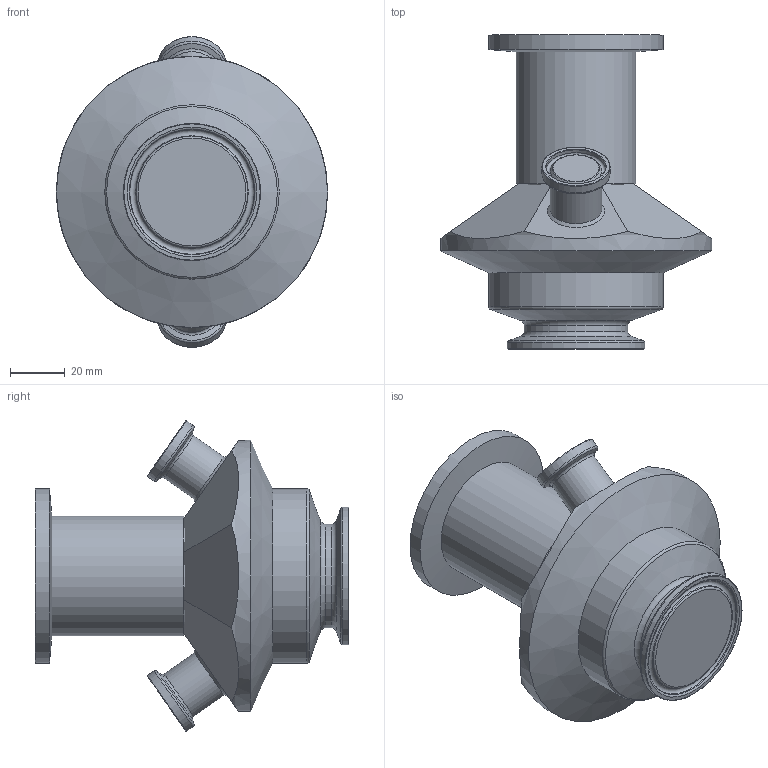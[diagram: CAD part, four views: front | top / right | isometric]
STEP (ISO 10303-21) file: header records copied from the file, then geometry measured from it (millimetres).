
FILE_DESCRIPTION(/* description */ (''),/* implementation_level */ '2;1');
FILE_NAME(/* name */ '860004.stp',/* time_stamp */ '2022-03-01T08:41:35+01:00',/* author */ ('rasmus'),/* organization */ (''),/* preprocessor_version */ 'ST-DEVELOPER v18.1',/* originating_system */ 'Autodesk Inventor 2022',/* authorisation */ '');
FILE_SCHEMA (('AUTOMOTIVE_DESIGN { 1 0 10303 214 3 1 1 }'));
Length unit declared in the file: millimetre
Products named in the file (2): 860004; 860004_Simplify_1
Assembly tree (1 placements, depth 2):
  860004
    860004_Simplify_1
Bounding box: 99.5 x 115.2 x 114.03 mm (x, y, z)
Volume: 351209.2 mm3; surface area: 43800.8 mm2
Topology: 2 solids, 2 shells, 67 faces, 163 edges, 106 vertices
Faces by surface type: torus 20, plane 18, cone 15, cylinder 14
Full cylindrical faces by diameter (mm): 19 x2, 21.8 x2, 25 x2, 38 x2, 40 x1, 44 x1, 50.4 x1, 64 x2, 99.5 x1
Entity records: 2093 total; most frequent: DIRECTION 421, CARTESIAN_POINT 339, ORIENTED_EDGE 326, AXIS2_PLACEMENT_3D 188, EDGE_CURVE 163, CIRCLE 109, VERTEX_POINT 106, EDGE_LOOP 73
